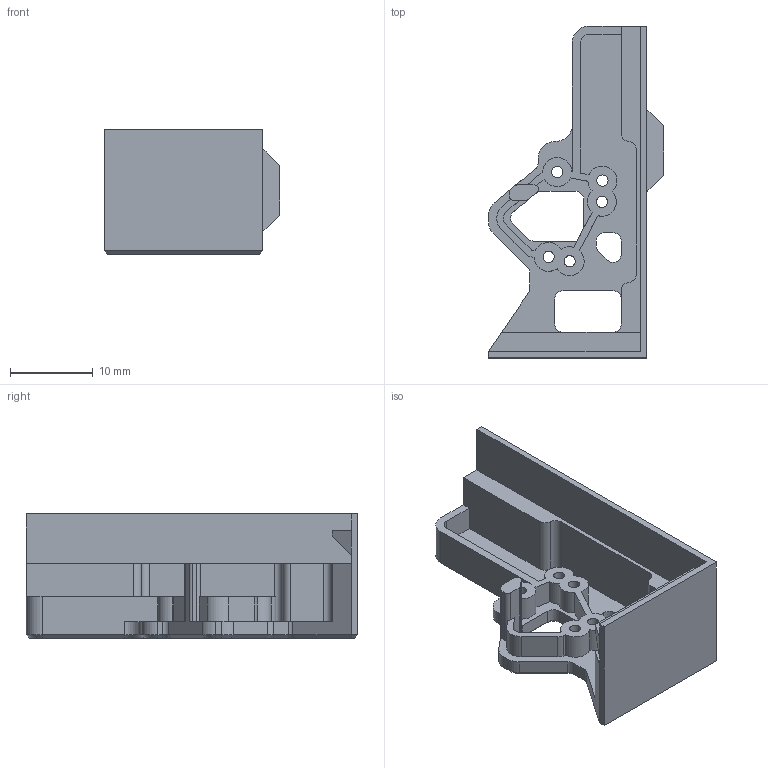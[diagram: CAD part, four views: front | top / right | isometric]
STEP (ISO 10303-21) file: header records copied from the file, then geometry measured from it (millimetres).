
FILE_DESCRIPTION(/* description */ ('','CAx-IF Rec.Pracs.---Representation and Presentation of Product Manufacturing Information (PMI)---4.0---2014-10-13'),/* implementation_level */ '2;1');
FILE_NAME(/* name */ 'PogoPinJig.step',/* time_stamp */ '2024-12-04T16:04:31-06:00',/* author */ (''),/* organization */ (''),/* preprocessor_version */ 'ST-DEVELOPER v20',/* originating_system */ 'Autodesk Translation Framework v13.20.0.188',/* authorisation */ '');
FILE_SCHEMA (('AP242_MANAGED_MODEL_BASED_3D_ENGINEERING_MIM_LF { 1 0 10303 442 1 1 4 }'));
Length unit declared in the file: millimetre
Products named in the file (1): (Unsaved)
Bounding box: 21.1 x 40 x 15 mm (x, y, z)
Volume: 2612.1 mm3; surface area: 3336 mm2
Topology: 1 solids, 1 shells, 168 faces, 447 edges, 280 vertices
Faces by surface type: plane 94, cylinder 49, cone 25
Full cylindrical faces by diameter (mm): 1.35 x5
Entity records: 5229 total; most frequent: DIRECTION 910, CARTESIAN_POINT 896, ORIENTED_EDGE 894, EDGE_CURVE 447, LINE 322, VECTOR 322, AXIS2_PLACEMENT_3D 294, VERTEX_POINT 280
